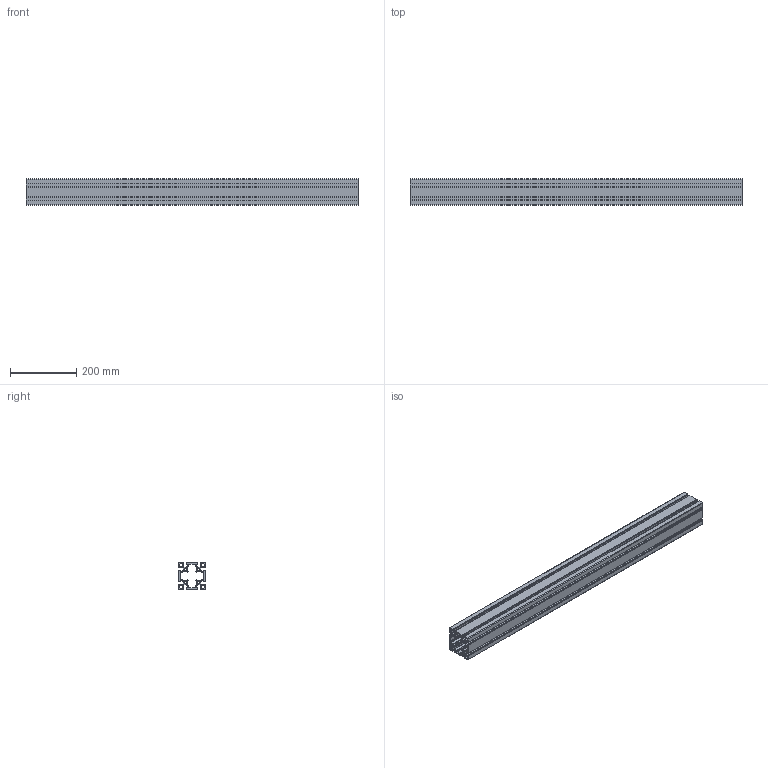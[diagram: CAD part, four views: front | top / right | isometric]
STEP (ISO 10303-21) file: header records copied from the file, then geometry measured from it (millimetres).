
FILE_DESCRIPTION(('STEP AP214'), '1');
FILE_NAME('HL8080G2', '', ('UNSPECIFIED'), ('UNSPECIFIED'), 'ASCON STEP Converter 1.6', 'ASCON Math Kernel', '');
FILE_SCHEMA(('AUTOMOTIVE_DESIGN { 1 0 10303 214 3 1 1}'));
Length unit declared in the file: millimetre
Bounding box: 1000 x 80 x 80 mm (x, y, z)
Volume: 1976505.5 mm3; surface area: 1096671 mm2
Topology: 1 solids, 1 shells, 214 faces, 636 edges, 424 vertices
Faces by surface type: plane 146, cylinder 68
Full cylindrical faces by diameter (mm): 6.7 x4, 9 x4
Entity records: 8908 total; most frequent: CARTESIAN_POINT 1267, ORIENTED_EDGE 1256, DIRECTION 1194, EDGE_CURVE 628, LINE 492, VECTOR 492, VERTEX_POINT 424, AXIS2_PLACEMENT_3D 351
